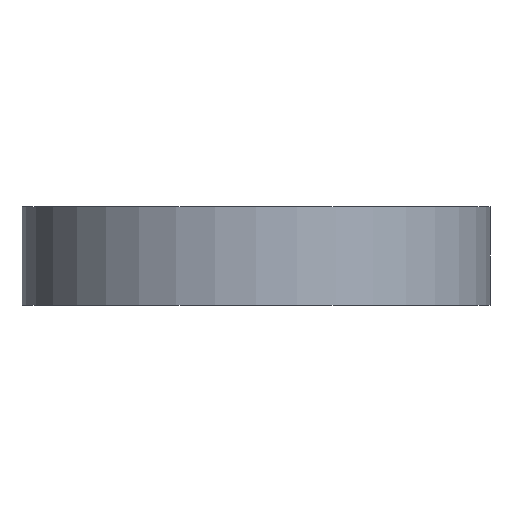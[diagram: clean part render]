
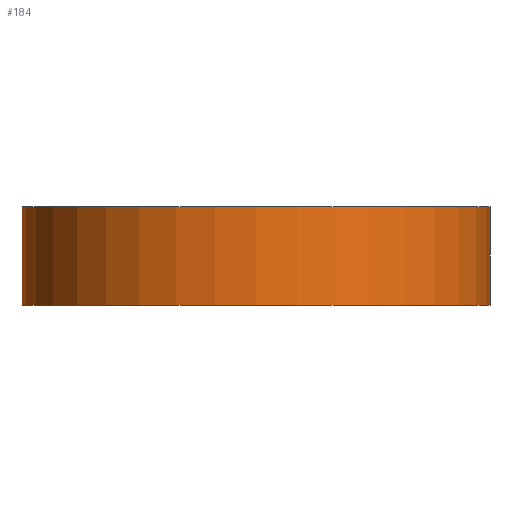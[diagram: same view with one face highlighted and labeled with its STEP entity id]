
A CAD part, front view. The second image highlights one B-rep face of the part: STEP entity #184.
In plain terms, the highlighted cylindrical face has radius 9.525 mm (diameter 19.05 mm), a partial arc.
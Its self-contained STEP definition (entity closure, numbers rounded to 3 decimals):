
#64 = EDGE_CURVE ( 'NONE', #5021, #6604, #2787, .T. ) ;
#184 = ADVANCED_FACE ( 'NONE', ( #7111 ), #2676, .T. ) ;
#455 = ORIENTED_EDGE ( 'NONE', *, *, #64, .T. ) ;
#744 = DIRECTION ( 'NONE',  ( 0., 0., 1. ) ) ;
#758 = VERTEX_POINT ( 'NONE', #9093 ) ;
#975 = VERTEX_POINT ( 'NONE', #2926 ) ;
#1154 = VECTOR ( 'NONE', #7689, 1000. ) ;
#1527 = CARTESIAN_POINT ( 'NONE',  ( 0., 0., -4. ) ) ;
#2307 = EDGE_CURVE ( 'NONE', #5021, #975, #5900, .T. ) ;
#2676 = CYLINDRICAL_SURFACE ( 'NONE', #6507, 9.525 ) ;
#2787 = CIRCLE ( 'NONE', #7675, 9.525 ) ;
#2926 = CARTESIAN_POINT ( 'NONE',  ( -9.525, 0., 0. ) ) ;
#3627 = CARTESIAN_POINT ( 'NONE',  ( -9.525, 0., -4. ) ) ;
#3912 = CARTESIAN_POINT ( 'NONE',  ( 0., 0., 0. ) ) ;
#4159 = DIRECTION ( 'NONE',  ( 0., 0., 1. ) ) ;
#4173 = ORIENTED_EDGE ( 'NONE', *, *, #2307, .F. ) ;
#4209 = DIRECTION ( 'NONE',  ( 1., 0., 0. ) ) ;
#4900 = CARTESIAN_POINT ( 'NONE',  ( 0., 0., -4. ) ) ;
#5021 = VERTEX_POINT ( 'NONE', #10298 ) ;
#5327 = ORIENTED_EDGE ( 'NONE', *, *, #8511, .F. ) ;
#5515 = LINE ( 'NONE', #8731, #1154 ) ;
#5900 = LINE ( 'NONE', #3627, #6683 ) ;
#6171 = EDGE_CURVE ( 'NONE', #6604, #758, #5515, .T. ) ;
#6507 = AXIS2_PLACEMENT_3D ( 'NONE', #4900, #4159, #4209 ) ;
#6604 = VERTEX_POINT ( 'NONE', #9852 ) ;
#6683 = VECTOR ( 'NONE', #9950, 1000. ) ;
#6973 = AXIS2_PLACEMENT_3D ( 'NONE', #3912, #9448, #10337 ) ;
#7111 = FACE_OUTER_BOUND ( 'NONE', #7152, .T. ) ;
#7152 = EDGE_LOOP ( 'NONE', ( #4173, #455, #8844, #5327 ) ) ;
#7675 = AXIS2_PLACEMENT_3D ( 'NONE', #1527, #744, #9582 ) ;
#7689 = DIRECTION ( 'NONE',  ( 0., 0., 1. ) ) ;
#8511 = EDGE_CURVE ( 'NONE', #975, #758, #8982, .T. ) ;
#8731 = CARTESIAN_POINT ( 'NONE',  ( 9.525, 0., -4. ) ) ;
#8844 = ORIENTED_EDGE ( 'NONE', *, *, #6171, .T. ) ;
#8982 = CIRCLE ( 'NONE', #6973, 9.525 ) ;
#9093 = CARTESIAN_POINT ( 'NONE',  ( 9.525, 0., 0. ) ) ;
#9448 = DIRECTION ( 'NONE',  ( 0., 0., 1. ) ) ;
#9582 = DIRECTION ( 'NONE',  ( 1., 0., 0. ) ) ;
#9852 = CARTESIAN_POINT ( 'NONE',  ( 9.525, 0., -4. ) ) ;
#9950 = DIRECTION ( 'NONE',  ( 0., 0., 1. ) ) ;
#10298 = CARTESIAN_POINT ( 'NONE',  ( -9.525, 0., -4. ) ) ;
#10337 = DIRECTION ( 'NONE',  ( 1., 0., 0. ) ) ;
